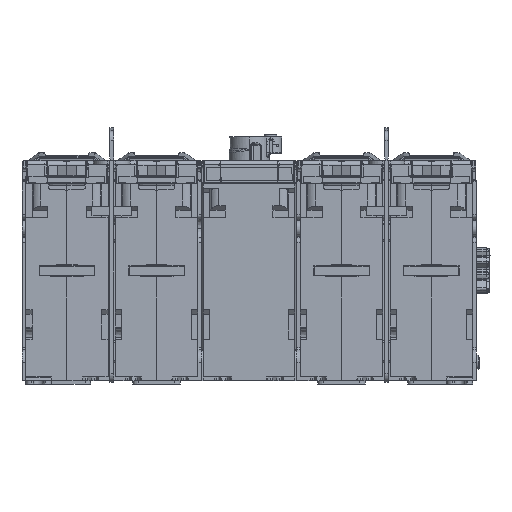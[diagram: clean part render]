
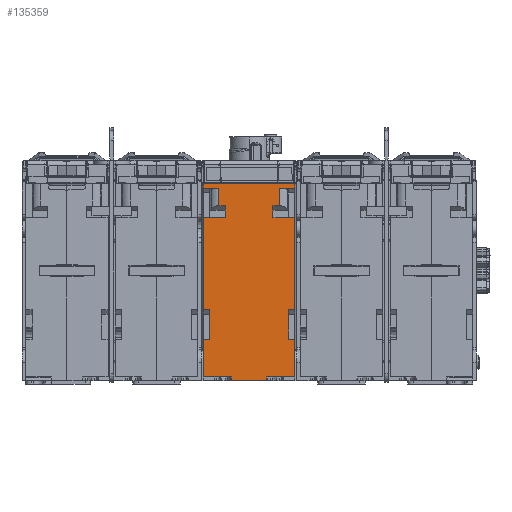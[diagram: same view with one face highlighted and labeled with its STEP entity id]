
A CAD part, left-side view. The second image highlights one B-rep face of the part: STEP entity #135359.
In plain terms, the highlighted planar face has unit normal (-1, 0, 0).
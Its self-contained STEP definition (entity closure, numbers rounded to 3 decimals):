
#10820=DIRECTION('',(0.,0.,1.));
#10821=VECTOR('',#10820,6.522);
#10822=CARTESIAN_POINT('',(-75.,13.,28.978));
#10823=LINE('',#10822,#10821);
#10824=DIRECTION('',(0.,1.,0.));
#10825=VECTOR('',#10824,3.515);
#10826=CARTESIAN_POINT('',(-75.,13.,35.5));
#10827=LINE('',#10826,#10825);
#10828=DIRECTION('',(0.,0.,1.));
#10829=VECTOR('',#10828,2.502);
#10830=CARTESIAN_POINT('',(-75.,25.,44.998));
#10831=LINE('',#10830,#10829);
#10832=DIRECTION('',(0.,-1.,0.));
#10833=VECTOR('',#10832,50.);
#10834=CARTESIAN_POINT('',(-75.,25.,47.5));
#10835=LINE('',#10834,#10833);
#10836=DIRECTION('',(0.,1.,-0.009));
#10837=VECTOR('',#10836,3.5);
#10838=CARTESIAN_POINT('',(-75.,-25.,-21.352));
#10839=LINE('',#10838,#10837);
#10840=DIRECTION('',(0.,-1.,-0.009));
#10841=VECTOR('',#10840,3.5);
#10842=CARTESIAN_POINT('',(-75.,-21.5,-37.35));
#10843=LINE('',#10842,#10841);
#10844=DIRECTION('',(0.,0.,-1.));
#10845=VECTOR('',#10844,20.619);
#10846=CARTESIAN_POINT('',(-75.,-25.,-37.381));
#10847=LINE('',#10846,#10845);
#10848=DIRECTION('',(0.,1.,0.));
#10849=VECTOR('',#10848,15.384);
#10850=CARTESIAN_POINT('',(-75.,-25.,-58.));
#10851=LINE('',#10850,#10849);
#10852=DIRECTION('',(0.,0.009,-1.));
#10853=VECTOR('',#10852,2.);
#10854=CARTESIAN_POINT('',(-75.,-9.616,-58.));
#10855=LINE('',#10854,#10853);
#10856=DIRECTION('',(0.,1.,0.));
#10857=VECTOR('',#10856,19.198);
#10858=CARTESIAN_POINT('',(-75.,-9.599,-60.));
#10859=LINE('',#10858,#10857);
#10860=DIRECTION('',(0.,0.009,1.));
#10861=VECTOR('',#10860,2.);
#10862=CARTESIAN_POINT('',(-75.,9.599,-60.));
#10863=LINE('',#10862,#10861);
#10864=DIRECTION('',(0.,-1.,0.009));
#10865=VECTOR('',#10864,3.5);
#10866=CARTESIAN_POINT('',(-75.,25.,-37.381));
#10867=LINE('',#10866,#10865);
#10868=DIRECTION('',(0.,0.,1.));
#10869=VECTOR('',#10868,15.966);
#10870=CARTESIAN_POINT('',(-75.,21.5,-37.35));
#10871=LINE('',#10870,#10869);
#10893=DIRECTION('',(0.,0.,-1.));
#10894=VECTOR('',#10893,50.33);
#10895=CARTESIAN_POINT('',(-75.,25.,28.978));
#10896=LINE('',#10895,#10894);
#10910=DIRECTION('',(0.,0.,-1.));
#10911=VECTOR('',#10910,20.619);
#10912=CARTESIAN_POINT('',(-75.,25.,-37.381));
#10913=LINE('',#10912,#10911);
#11992=DIRECTION('',(0.,-1.,0.));
#11993=VECTOR('',#11992,15.384);
#11994=CARTESIAN_POINT('',(-75.,25.,-58.));
#11995=LINE('',#11994,#11993);
#34017=DIRECTION('',(0.,0.,1.));
#34018=VECTOR('',#34017,50.33);
#34019=CARTESIAN_POINT('',(-75.,-25.,-21.352));
#34020=LINE('',#34019,#34018);
#34050=DIRECTION('',(0.,0.,1.));
#34051=VECTOR('',#34050,2.502);
#34052=CARTESIAN_POINT('',(-75.,-25.,44.998));
#34053=LINE('',#34052,#34051);
#34144=DIRECTION('',(0.,0.,1.));
#34145=VECTOR('',#34144,15.966);
#34146=CARTESIAN_POINT('',(-75.,-21.5,-37.35));
#34147=LINE('',#34146,#34145);
#34188=DIRECTION('',(0.,1.,0.));
#34189=VECTOR('',#34188,12.);
#34190=CARTESIAN_POINT('',(-75.,-25.,28.978));
#34191=LINE('',#34190,#34189);
#34196=DIRECTION('',(0.,0.,1.));
#34197=VECTOR('',#34196,6.522);
#34198=CARTESIAN_POINT('',(-75.,-13.,28.978));
#34199=LINE('',#34198,#34197);
#34212=DIRECTION('',(0.,-1.,0.));
#34213=VECTOR('',#34212,3.515);
#34214=CARTESIAN_POINT('',(-75.,-13.,35.5));
#34215=LINE('',#34214,#34213);
#34228=DIRECTION('',(0.,0.,1.));
#34229=VECTOR('',#34228,9.42);
#34230=CARTESIAN_POINT('',(-75.,-16.515,35.5));
#34231=LINE('',#34230,#34229);
#34248=DIRECTION('',(0.,-1.,0.009));
#34249=VECTOR('',#34248,8.486);
#34250=CARTESIAN_POINT('',(-75.,-16.515,44.92));
#34251=LINE('',#34250,#34249);
#88010=DIRECTION('',(0.,-1.,-0.009));
#88011=VECTOR('',#88010,8.486);
#88012=CARTESIAN_POINT('',(-75.,25.,44.998));
#88013=LINE('',#88012,#88011);
#88038=DIRECTION('',(0.,0.,-1.));
#88039=VECTOR('',#88038,9.42);
#88040=CARTESIAN_POINT('',(-75.,16.515,44.92));
#88041=LINE('',#88040,#88039);
#88058=DIRECTION('',(0.,1.,0.));
#88059=VECTOR('',#88058,12.);
#88060=CARTESIAN_POINT('',(-75.,13.,28.978));
#88061=LINE('',#88060,#88059);
#88143=DIRECTION('',(0.,-1.,
-0.009));
#88144=VECTOR('',#88143,3.5);
#88145=CARTESIAN_POINT('',(-75.,25.,-21.352));
#88146=LINE('',#88145,#88144);
#105671=CARTESIAN_POINT('',(-75.,9.599,-60.));
#105672=VERTEX_POINT('',#105671);
#105673=CARTESIAN_POINT('',(-75.,-9.599,-60.));
#105674=VERTEX_POINT('',#105673);
#113273=CARTESIAN_POINT('',(-75.,-25.,47.5));
#113274=VERTEX_POINT('',#113273);
#113275=CARTESIAN_POINT('',(-75.,25.,47.5));
#113276=VERTEX_POINT('',#113275);
#113800=CARTESIAN_POINT('',(-75.,-9.616,-58.));
#113801=VERTEX_POINT('',#113800);
#113802=CARTESIAN_POINT('',(-75.,-25.,-58.));
#113803=VERTEX_POINT('',#113802);
#113834=CARTESIAN_POINT('',(-75.,25.,-58.));
#113835=VERTEX_POINT('',#113834);
#113836=CARTESIAN_POINT('',(-75.,9.616,-58.));
#113837=VERTEX_POINT('',#113836);
#116554=CARTESIAN_POINT('',(-75.,-25.,-37.381));
#116555=VERTEX_POINT('',#116554);
#116568=CARTESIAN_POINT('',(-75.,-25.,-21.352));
#116569=VERTEX_POINT('',#116568);
#116570=CARTESIAN_POINT('',(-75.,-25.,28.978));
#116571=VERTEX_POINT('',#116570);
#116584=CARTESIAN_POINT('',(-75.,-25.,44.998));
#116585=VERTEX_POINT('',#116584);
#117120=CARTESIAN_POINT('',(-75.,25.,44.998));
#117121=VERTEX_POINT('',#117120);
#117134=CARTESIAN_POINT('',(-75.,25.,28.978));
#117135=VERTEX_POINT('',#117134);
#117136=CARTESIAN_POINT('',(-75.,25.,-21.352));
#117137=VERTEX_POINT('',#117136);
#117150=CARTESIAN_POINT('',(-75.,25.,-37.381));
#117151=VERTEX_POINT('',#117150);
#117156=CARTESIAN_POINT('',(-75.,13.,28.978));
#117157=VERTEX_POINT('',#117156);
#117158=CARTESIAN_POINT('',(-75.,13.,35.5));
#117159=VERTEX_POINT('',#117158);
#117160=CARTESIAN_POINT('',(-75.,16.515,35.5));
#117161=VERTEX_POINT('',#117160);
#117162=CARTESIAN_POINT('',(-75.,16.515,44.92));
#117163=VERTEX_POINT('',#117162);
#117164=CARTESIAN_POINT('',(-75.,-16.515,44.92));
#117165=VERTEX_POINT('',#117164);
#117166=CARTESIAN_POINT('',(-75.,-16.515,35.5));
#117167=VERTEX_POINT('',#117166);
#117168=CARTESIAN_POINT('',(-75.,-13.,35.5));
#117169=VERTEX_POINT('',#117168);
#117170=CARTESIAN_POINT('',(-75.,-13.,28.978));
#117171=VERTEX_POINT('',#117170);
#117172=CARTESIAN_POINT('',(-75.,-21.5,-21.384));
#117173=VERTEX_POINT('',#117172);
#117174=CARTESIAN_POINT('',(-75.,-21.5,-37.35));
#117175=VERTEX_POINT('',#117174);
#117176=CARTESIAN_POINT('',(-75.,21.5,-37.35));
#117177=VERTEX_POINT('',#117176);
#117178=CARTESIAN_POINT('',(-75.,21.5,-21.384));
#117179=VERTEX_POINT('',#117178);
#135299=CARTESIAN_POINT('',(-75.,-26.,-60.));
#135300=DIRECTION('',(-1.,0.,0.));
#135301=DIRECTION('',(0.,1.,0.));
#135302=AXIS2_PLACEMENT_3D('',#135299,#135300,#135301);
#135303=PLANE('',#135302);
#135305=ORIENTED_EDGE('',*,*,#135304,.F.);
#135307=ORIENTED_EDGE('',*,*,#135306,.F.);
#135309=ORIENTED_EDGE('',*,*,#135308,.T.);
#135311=ORIENTED_EDGE('',*,*,#135310,.T.);
#135313=ORIENTED_EDGE('',*,*,#135312,.F.);
#135315=ORIENTED_EDGE('',*,*,#135314,.F.);
#135317=ORIENTED_EDGE('',*,*,#135316,.T.);
#135319=ORIENTED_EDGE('',*,*,#135318,.T.);
#135321=ORIENTED_EDGE('',*,*,#135320,.F.);
#135323=ORIENTED_EDGE('',*,*,#135322,.F.);
#135325=ORIENTED_EDGE('',*,*,#135324,.F.);
#135327=ORIENTED_EDGE('',*,*,#135326,.F.);
#135329=ORIENTED_EDGE('',*,*,#135328,.F.);
#135331=ORIENTED_EDGE('',*,*,#135330,.F.);
#135333=ORIENTED_EDGE('',*,*,#135332,.F.);
#135335=ORIENTED_EDGE('',*,*,#135334,.T.);
#135337=ORIENTED_EDGE('',*,*,#135336,.F.);
#135339=ORIENTED_EDGE('',*,*,#135338,.T.);
#135341=ORIENTED_EDGE('',*,*,#135340,.T.);
#135342=ORIENTED_EDGE('',*,*,#135014,.T.);
#135343=ORIENTED_EDGE('',*,*,#135287,.T.);
#135344=ORIENTED_EDGE('',*,*,#132787,.T.);
#135346=ORIENTED_EDGE('',*,*,#135345,.T.);
#135348=ORIENTED_EDGE('',*,*,#135347,.F.);
#135350=ORIENTED_EDGE('',*,*,#135349,.F.);
#135352=ORIENTED_EDGE('',*,*,#135351,.T.);
#135354=ORIENTED_EDGE('',*,*,#135353,.T.);
#135356=ORIENTED_EDGE('',*,*,#135355,.F.);
#135357=EDGE_LOOP('',(#135305,#135307,#135309,#135311,#135313,#135315,#135317,
#135319,#135321,#135323,#135325,#135327,#135329,#135331,#135333,#135335,#135337,
#135339,#135341,#135342,#135343,#135344,#135346,#135348,#135350,#135352,#135354,
#135356));
#135358=FACE_OUTER_BOUND('',#135357,.F.);
#132787=EDGE_CURVE('',#105674,#105672,#10859,.T.);
#135014=EDGE_CURVE('',#113803,#113801,#10851,.T.);
#135287=EDGE_CURVE('',#113801,#105674,#10855,.T.);
#135304=EDGE_CURVE('',#117135,#117137,#10896,.T.);
#135306=EDGE_CURVE('',#117157,#117135,#88061,.T.);
#135308=EDGE_CURVE('',#117157,#117159,#10823,.T.);
#135310=EDGE_CURVE('',#117159,#117161,#10827,.T.);
#135312=EDGE_CURVE('',#117163,#117161,#88041,.T.);
#135314=EDGE_CURVE('',#117121,#117163,#88013,.T.);
#135316=EDGE_CURVE('',#117121,#113276,#10831,.T.);
#135318=EDGE_CURVE('',#113276,#113274,#10835,.T.);
#135320=EDGE_CURVE('',#116585,#113274,#34053,.T.);
#135322=EDGE_CURVE('',#117165,#116585,#34251,.T.);
#135324=EDGE_CURVE('',#117167,#117165,#34231,.T.);
#135326=EDGE_CURVE('',#117169,#117167,#34215,.T.);
#135328=EDGE_CURVE('',#117171,#117169,#34199,.T.);
#135330=EDGE_CURVE('',#116571,#117171,#34191,.T.);
#135332=EDGE_CURVE('',#116569,#116571,#34020,.T.);
#135334=EDGE_CURVE('',#116569,#117173,#10839,.T.);
#135336=EDGE_CURVE('',#117175,#117173,#34147,.T.);
#135338=EDGE_CURVE('',#117175,#116555,#10843,.T.);
#135340=EDGE_CURVE('',#116555,#113803,#10847,.T.);
#135345=EDGE_CURVE('',#105672,#113837,#10863,.T.);
#135347=EDGE_CURVE('',#113835,#113837,#11995,.T.);
#135349=EDGE_CURVE('',#117151,#113835,#10913,.T.);
#135351=EDGE_CURVE('',#117151,#117177,#10867,.T.);
#135353=EDGE_CURVE('',#117177,#117179,#10871,.T.);
#135355=EDGE_CURVE('',#117137,#117179,#88146,.T.);
#135359=ADVANCED_FACE('',(#135358),#135303,.T.);
